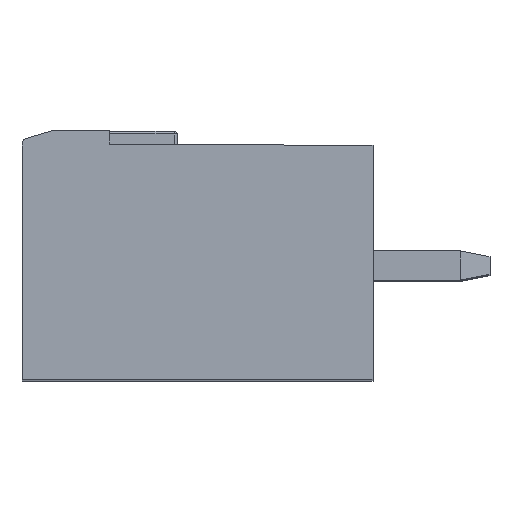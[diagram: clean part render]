
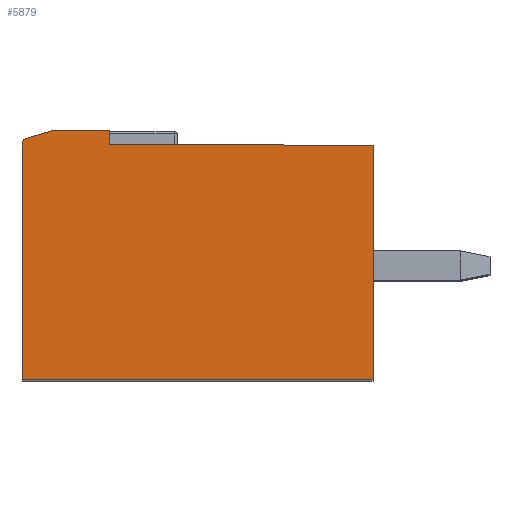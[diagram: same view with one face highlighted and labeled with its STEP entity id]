
A CAD part, top view. The second image highlights one B-rep face of the part: STEP entity #5879.
In plain terms, the highlighted planar face has unit normal (0, 0, 1).
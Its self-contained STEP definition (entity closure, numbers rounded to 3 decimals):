
#85 = EDGE_CURVE ( 'NONE', #2438, #1832, #5640, .T. ) ;
#234 = EDGE_CURVE ( 'NONE', #9231, #1661, #2980, .T. ) ;
#625 = DIRECTION ( 'NONE',  ( 0., -1., 0. ) ) ;
#782 = ORIENTED_EDGE ( 'NONE', *, *, #234, .F. ) ;
#808 = ORIENTED_EDGE ( 'NONE', *, *, #4983, .F. ) ;
#965 = EDGE_CURVE ( 'NONE', #4099, #9279, #5051, .T. ) ;
#971 = DIRECTION ( 'NONE',  ( 0., 0., 1. ) ) ;
#1006 = DIRECTION ( 'NONE',  ( -1., 0., 0. ) ) ;
#1302 = CARTESIAN_POINT ( 'NONE',  ( 20.9, 8., 28.74 ) ) ;
#1325 = EDGE_LOOP ( 'NONE', ( #7854, #5247, #1926, #808, #5032, #782, #7568, #7432 ) ) ;
#1341 = VERTEX_POINT ( 'NONE', #8131 ) ;
#1406 = CARTESIAN_POINT ( 'NONE',  ( 8.9, 8.036, 28.74 ) ) ;
#1581 = VECTOR ( 'NONE', #6699, 1000. ) ;
#1661 = VERTEX_POINT ( 'NONE', #5028 ) ;
#1832 = VERTEX_POINT ( 'NONE', #4938 ) ;
#1897 = DIRECTION ( 'NONE',  ( 1., 0., 0. ) ) ;
#1926 = ORIENTED_EDGE ( 'NONE', *, *, #85, .F. ) ;
#2438 = VERTEX_POINT ( 'NONE', #5946 ) ;
#2526 = VECTOR ( 'NONE', #6570, 1000. ) ;
#2789 = CARTESIAN_POINT ( 'NONE',  ( 9.1, 8.5, 28.74 ) ) ;
#2850 = CARTESIAN_POINT ( 'NONE',  ( 11.9, 8.05, 28.74 ) ) ;
#2980 = LINE ( 'NONE', #1406, #1581 ) ;
#3314 = VECTOR ( 'NONE', #1897, 1000. ) ;
#4099 = VERTEX_POINT ( 'NONE', #1302 ) ;
#4138 = VECTOR ( 'NONE', #5804, 1000. ) ;
#4169 = DIRECTION ( 'NONE',  ( 0., 0., 1. ) ) ;
#4317 = CARTESIAN_POINT ( 'NONE',  ( 20.9, 8.036, 28.74 ) ) ;
#4386 = EDGE_CURVE ( 'NONE', #4902, #4099, #7471, .T. ) ;
#4902 = VERTEX_POINT ( 'NONE', #2850 ) ;
#4917 = VECTOR ( 'NONE', #7369, 1000. ) ;
#4938 = CARTESIAN_POINT ( 'NONE',  ( 11.9, 8.5, 28.74 ) ) ;
#4949 = CARTESIAN_POINT ( 'NONE',  ( 20.9, 0., 28.74 ) ) ;
#4983 = EDGE_CURVE ( 'NONE', #1341, #2438, #9541, .T. ) ;
#5013 = PLANE ( 'NONE',  #8722 ) ;
#5028 = CARTESIAN_POINT ( 'NONE',  ( 8.9, 8.051, 28.74 ) ) ;
#5032 = ORIENTED_EDGE ( 'NONE', *, *, #8252, .T. ) ;
#5051 = LINE ( 'NONE', #4317, #2526 ) ;
#5247 = ORIENTED_EDGE ( 'NONE', *, *, #9696, .F. ) ;
#5640 = LINE ( 'NONE', #2789, #3314 ) ;
#5651 = CARTESIAN_POINT ( 'NONE',  ( 8.9, 8.2, 28.74 ) ) ;
#5716 = CARTESIAN_POINT ( 'NONE',  ( 8.9, 0., 28.74 ) ) ;
#5778 = CIRCLE ( 'NONE', #8436, 0.2 ) ;
#5804 = DIRECTION ( 'NONE',  ( 0.958, 0.287, 0. ) ) ;
#5863 = CARTESIAN_POINT ( 'NONE',  ( 11.9, 8.05, 28.74 ) ) ;
#5879 = ADVANCED_FACE ( 'NONE', ( #8750 ), #5013, .T. ) ;
#5886 = CARTESIAN_POINT ( 'NONE',  ( 9.1, 8.036, 28.74 ) ) ;
#5946 = CARTESIAN_POINT ( 'NONE',  ( 9.9, 8.5, 28.74 ) ) ;
#6037 = CARTESIAN_POINT ( 'NONE',  ( 9.1, 8.051, 28.74 ) ) ;
#6222 = DIRECTION ( 'NONE',  ( -1., 0., 0. ) ) ;
#6259 = VECTOR ( 'NONE', #625, 1000. ) ;
#6349 = EDGE_CURVE ( 'NONE', #9279, #9231, #7785, .T. ) ;
#6570 = DIRECTION ( 'NONE',  ( 0., -1., 0. ) ) ;
#6699 = DIRECTION ( 'NONE',  ( 0., 1., 0. ) ) ;
#7369 = DIRECTION ( 'NONE',  ( 1., -0.006, 0. ) ) ;
#7432 = ORIENTED_EDGE ( 'NONE', *, *, #965, .F. ) ;
#7471 = LINE ( 'NONE', #5863, #4917 ) ;
#7561 = CARTESIAN_POINT ( 'NONE',  ( 8.9, 0., 28.74 ) ) ;
#7568 = ORIENTED_EDGE ( 'NONE', *, *, #6349, .F. ) ;
#7785 = LINE ( 'NONE', #5716, #9530 ) ;
#7854 = ORIENTED_EDGE ( 'NONE', *, *, #4386, .F. ) ;
#8131 = CARTESIAN_POINT ( 'NONE',  ( 9.043, 8.243, 28.74 ) ) ;
#8173 = CARTESIAN_POINT ( 'NONE',  ( 11.9, 8.05, 28.74 ) ) ;
#8252 = EDGE_CURVE ( 'NONE', #1341, #1661, #5778, .T. ) ;
#8436 = AXIS2_PLACEMENT_3D ( 'NONE', #6037, #971, #6222 ) ;
#8722 = AXIS2_PLACEMENT_3D ( 'NONE', #5886, #4169, #8845 ) ;
#8750 = FACE_OUTER_BOUND ( 'NONE', #1325, .T. ) ;
#8845 = DIRECTION ( 'NONE',  ( -1., 0., 0. ) ) ;
#9231 = VERTEX_POINT ( 'NONE', #7561 ) ;
#9279 = VERTEX_POINT ( 'NONE', #4949 ) ;
#9522 = LINE ( 'NONE', #8173, #6259 ) ;
#9530 = VECTOR ( 'NONE', #1006, 1000. ) ;
#9541 = LINE ( 'NONE', #5651, #4138 ) ;
#9696 = EDGE_CURVE ( 'NONE', #1832, #4902, #9522, .T. ) ;
